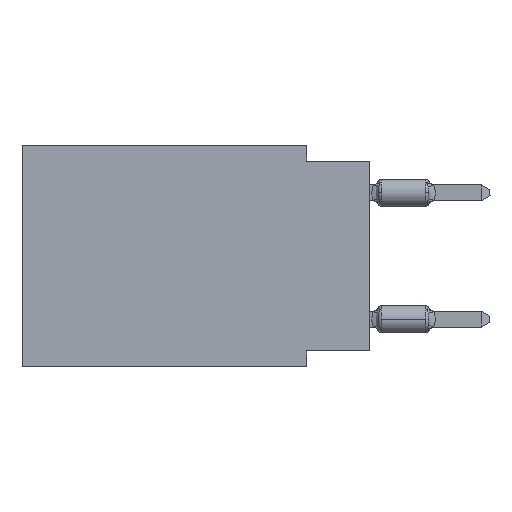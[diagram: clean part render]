
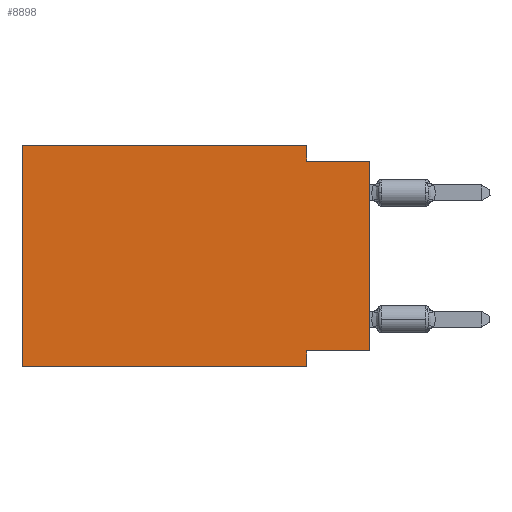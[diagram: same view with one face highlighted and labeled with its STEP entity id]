
A CAD part, left-side view. The second image highlights one B-rep face of the part: STEP entity #8898.
In plain terms, the highlighted planar face has unit normal (-1, 0, 0).
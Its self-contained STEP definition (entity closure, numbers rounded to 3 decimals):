
#993 = DIRECTION ( 'NONE',  ( 0., -1., 0. ) ) ;
#1242 = CARTESIAN_POINT ( 'NONE',  ( 0., 13.97, 0. ) ) ;
#1732 = ORIENTED_EDGE ( 'NONE', *, *, #20461, .T. ) ;
#1928 = ORIENTED_EDGE ( 'NONE', *, *, #20103, .F. ) ;
#2308 = EDGE_CURVE ( 'NONE', #26802, #23664, #26994, .T. ) ;
#2653 = LINE ( 'NONE', #20979, #37254 ) ;
#3104 = LINE ( 'NONE', #15371, #29531 ) ;
#3256 = DIRECTION ( 'NONE',  ( 0., 0., -1. ) ) ;
#4651 = AXIS2_PLACEMENT_3D ( 'NONE', #33811, #9866, #3256 ) ;
#4801 = CARTESIAN_POINT ( 'NONE',  ( 0., 2.54, 0. ) ) ;
#6283 = EDGE_CURVE ( 'NONE', #30283, #12056, #26146, .T. ) ;
#6475 = DIRECTION ( 'NONE',  ( 0., 0., 1. ) ) ;
#6534 = LINE ( 'NONE', #1242, #33568 ) ;
#7968 = ORIENTED_EDGE ( 'NONE', *, *, #21566, .F. ) ;
#8898 = ADVANCED_FACE ( 'NONE', ( #28006 ), #37417, .F. ) ;
#9866 = DIRECTION ( 'NONE',  ( 1., 0., 0. ) ) ;
#10628 = ORIENTED_EDGE ( 'NONE', *, *, #18091, .F. ) ;
#10643 = CARTESIAN_POINT ( 'NONE',  ( 0., 2.54, -8.89 ) ) ;
#10944 = ORIENTED_EDGE ( 'NONE', *, *, #2308, .F. ) ;
#11219 = EDGE_CURVE ( 'NONE', #36231, #15883, #6534, .T. ) ;
#12056 = VERTEX_POINT ( 'NONE', #25301 ) ;
#12712 = VERTEX_POINT ( 'NONE', #17391 ) ;
#13890 = EDGE_CURVE ( 'NONE', #36231, #12056, #16480, .T. ) ;
#15350 = VECTOR ( 'NONE', #16892, 1000. ) ;
#15371 = CARTESIAN_POINT ( 'NONE',  ( 0., 13.97, 0. ) ) ;
#15883 = VERTEX_POINT ( 'NONE', #17207 ) ;
#16480 = LINE ( 'NONE', #28760, #19624 ) ;
#16892 = DIRECTION ( 'NONE',  ( 0., 0., -1. ) ) ;
#17207 = CARTESIAN_POINT ( 'NONE',  ( 0., 13.97, 0. ) ) ;
#17391 = CARTESIAN_POINT ( 'NONE',  ( 0., 0., -8.255 ) ) ;
#18091 = EDGE_CURVE ( 'NONE', #12712, #30283, #22103, .T. ) ;
#18783 = LINE ( 'NONE', #33848, #19338 ) ;
#19338 = VECTOR ( 'NONE', #34044, 1000. ) ;
#19560 = DIRECTION ( 'NONE',  ( 0., 0., 1. ) ) ;
#19624 = VECTOR ( 'NONE', #993, 1000. ) ;
#20103 = EDGE_CURVE ( 'NONE', #15883, #26802, #3104, .T. ) ;
#20374 = DIRECTION ( 'NONE',  ( 0., 0., -1. ) ) ;
#20461 = EDGE_CURVE ( 'NONE', #12712, #33397, #2653, .T. ) ;
#20979 = CARTESIAN_POINT ( 'NONE',  ( 0., 0., 0. ) ) ;
#21566 = EDGE_CURVE ( 'NONE', #23664, #33397, #18783, .T. ) ;
#22103 = LINE ( 'NONE', #27332, #38365 ) ;
#22945 = VECTOR ( 'NONE', #20374, 1000. ) ;
#22948 = ORIENTED_EDGE ( 'NONE', *, *, #6283, .F. ) ;
#23664 = VERTEX_POINT ( 'NONE', #28151 ) ;
#25301 = CARTESIAN_POINT ( 'NONE',  ( 0., 2.54, -8.89 ) ) ;
#26146 = LINE ( 'NONE', #10643, #15350 ) ;
#26802 = VERTEX_POINT ( 'NONE', #4801 ) ;
#26994 = LINE ( 'NONE', #36216, #22945 ) ;
#27332 = CARTESIAN_POINT ( 'NONE',  ( 0., 0., -8.255 ) ) ;
#27655 = DIRECTION ( 'NONE',  ( 0., -1., 0. ) ) ;
#28006 = FACE_OUTER_BOUND ( 'NONE', #33012, .T. ) ;
#28151 = CARTESIAN_POINT ( 'NONE',  ( 0., 2.54, -0.635 ) ) ;
#28760 = CARTESIAN_POINT ( 'NONE',  ( 0., 13.97, -8.89 ) ) ;
#28851 = CARTESIAN_POINT ( 'NONE',  ( 0., 0., -0.635 ) ) ;
#29531 = VECTOR ( 'NONE', #27655, 1000. ) ;
#30283 = VERTEX_POINT ( 'NONE', #35542 ) ;
#33012 = EDGE_LOOP ( 'NONE', ( #1732, #7968, #10944, #1928, #37308, #38930, #22948, #10628 ) ) ;
#33397 = VERTEX_POINT ( 'NONE', #28851 ) ;
#33568 = VECTOR ( 'NONE', #19560, 1000. ) ;
#33690 = CARTESIAN_POINT ( 'NONE',  ( 0., 13.97, -8.89 ) ) ;
#33811 = CARTESIAN_POINT ( 'NONE',  ( 0., 13.97, 0. ) ) ;
#33848 = CARTESIAN_POINT ( 'NONE',  ( 0., 0., -0.635 ) ) ;
#34044 = DIRECTION ( 'NONE',  ( 0., -1., 0. ) ) ;
#35542 = CARTESIAN_POINT ( 'NONE',  ( 0., 2.54, -8.255 ) ) ;
#36216 = CARTESIAN_POINT ( 'NONE',  ( 0., 2.54, 0. ) ) ;
#36231 = VERTEX_POINT ( 'NONE', #33690 ) ;
#37254 = VECTOR ( 'NONE', #6475, 1000. ) ;
#37308 = ORIENTED_EDGE ( 'NONE', *, *, #11219, .F. ) ;
#37417 = PLANE ( 'NONE',  #4651 ) ;
#38365 = VECTOR ( 'NONE', #39582, 1000. ) ;
#38930 = ORIENTED_EDGE ( 'NONE', *, *, #13890, .T. ) ;
#39582 = DIRECTION ( 'NONE',  ( 0., 1., 0. ) ) ;
